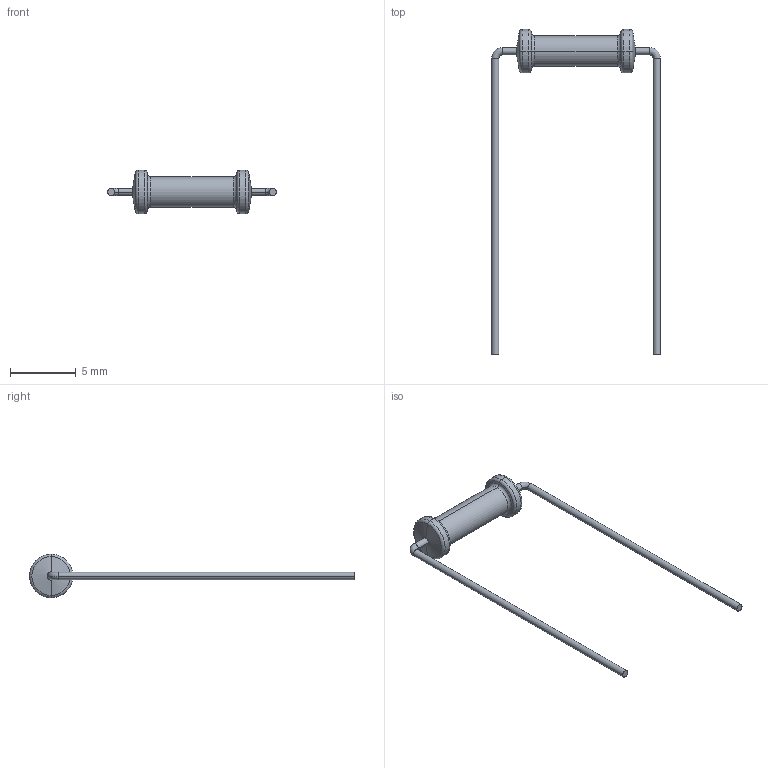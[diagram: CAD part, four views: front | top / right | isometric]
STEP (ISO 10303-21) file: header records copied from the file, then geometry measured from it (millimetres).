
FILE_DESCRIPTION (( 'STEP AP214' ), '1' );
FILE_NAME ('CFR1WSJT-52-100R.STEP', '2024-02-02T07:10:45', ( '' ), ( '' ), 'SwSTEP 2.0', 'SolidWorks 2021', '' );
FILE_SCHEMA (( 'AUTOMOTIVE_DESIGN' ));
Length unit declared in the file: millimetre
Products named in the file (1): CFR1WSJT-52-100R
Bounding box: 12.8 x 24.65 x 3.3 mm (x, y, z)
Volume: 56.4 mm3; surface area: 173.4 mm2
Topology: 3 solids, 3 shells, 48 faces, 90 edges, 48 vertices
Faces by surface type: torus 20, cylinder 14, cone 8, plane 6
Entity records: 1598 total; most frequent: DIRECTION 256, CARTESIAN_POINT 187, ORIENTED_EDGE 180, AXIS2_PLACEMENT_3D 117, EDGE_CURVE 90, CIRCLE 68, EDGE_LOOP 48, ADVANCED_FACE 48
